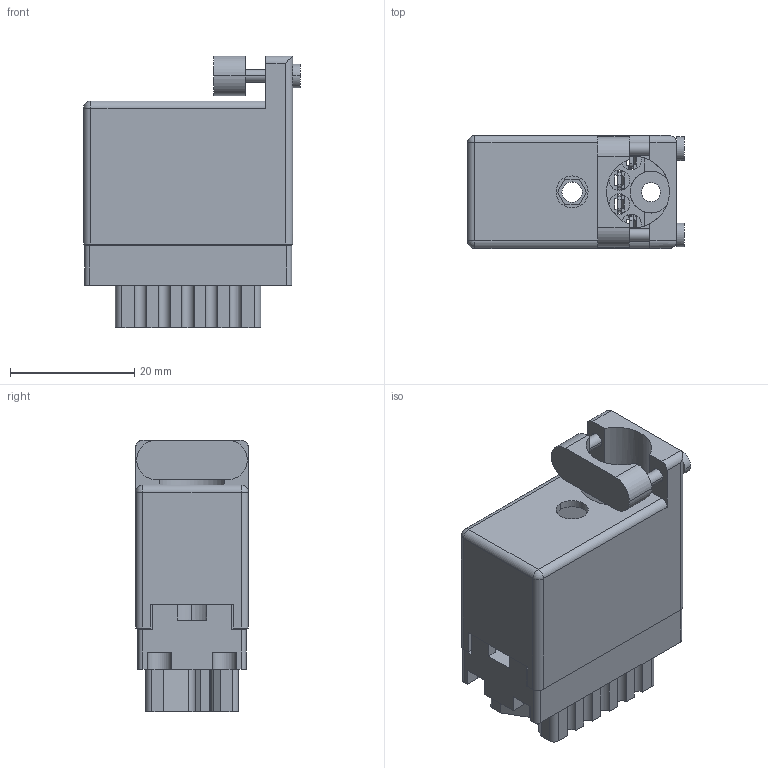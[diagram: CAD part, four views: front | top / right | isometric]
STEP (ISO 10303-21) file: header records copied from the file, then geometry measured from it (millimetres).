
FILE_DESCRIPTION (( 'STEP AP203' ), '1' );
FILE_NAME ('516-020-501-210.STEP', '2020-09-08T13:12:33', ( '' ), ( '' ), 'SwSTEP 2.0', 'SolidWorks 2020', '' );
FILE_SCHEMA (( 'CONFIG_CONTROL_DESIGN' ));
Length unit declared in the file: inch
Products named in the file (4): 516 Part Receptacle_020; 516-020-501-210; 516-292-001_501 Contact; 516-230-001_Plastic - 020 Top Entry
Assembly tree (22 placements, depth 2):
  516-020-501-210
    516 Part Receptacle_020
    516-292-001_501 Contact  x20
    516-230-001_Plastic - 020 Top Entry
Bounding box: 34.92 x 18.16 x 43.71 mm (x, y, z)
Volume: 9644.3 mm3; surface area: 18100.8 mm2
Topology: 22 solids, 22 shells, 2112 faces, 6124 edges, 4062 vertices
Faces by surface type: plane 1266, cylinder 722, bspline 120, cone 2, sphere 2
Entity records: 25993 total; most frequent: CARTESIAN_POINT 4690, ORIENTED_EDGE 4340, DIRECTION 4230, EDGE_CURVE 2170, LINE 1556, VECTOR 1556, VERTEX_POINT 1440, AXIS2_PLACEMENT_3D 1337
